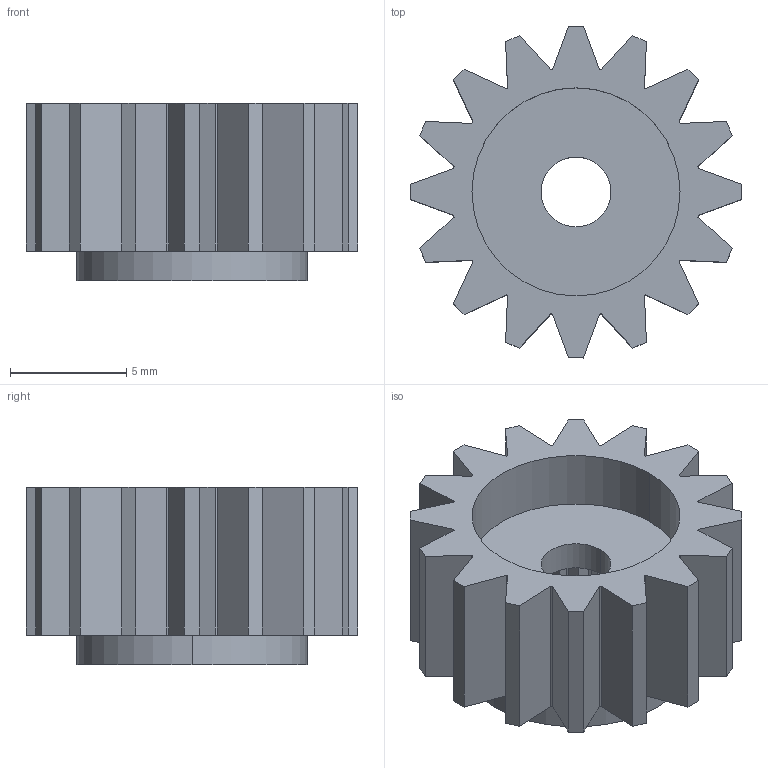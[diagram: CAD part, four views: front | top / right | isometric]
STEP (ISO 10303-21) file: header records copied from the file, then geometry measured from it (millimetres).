
FILE_DESCRIPTION (( 'STEP AP203' ), '1' );
FILE_NAME ('615382.STEP', '2014-09-02T14:54:49', ( 'Kyle' ), ( 'Microsoft' ), 'SwSTEP 2.0', 'SolidWorks 2014', '' );
FILE_SCHEMA (( 'CONFIG_CONTROL_DESIGN' ));
Length unit declared in the file: inch
Products named in the file (1): 615382
Bounding box: 14.27 x 14.27 x 7.62 mm (x, y, z)
Volume: 587.4 mm3; surface area: 986.2 mm2
Topology: 1 solids, 1 shells, 150 faces, 435 edges, 290 vertices
Faces by surface type: plane 128, cylinder 22
Entity records: 4966 total; most frequent: CARTESIAN_POINT 876, ORIENTED_EDGE 870, DIRECTION 781, EDGE_CURVE 435, LINE 391, VECTOR 391, VERTEX_POINT 290, AXIS2_PLACEMENT_3D 195
